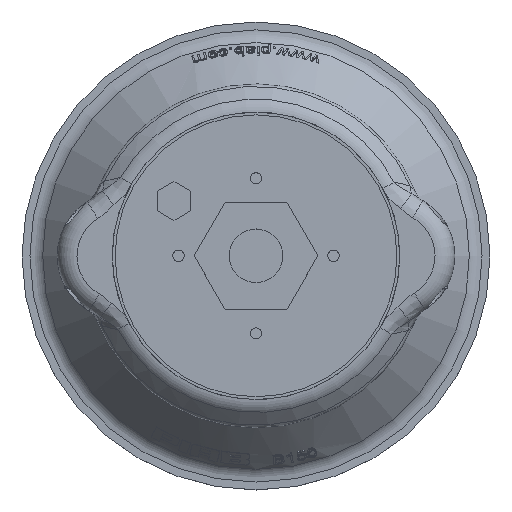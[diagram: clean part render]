
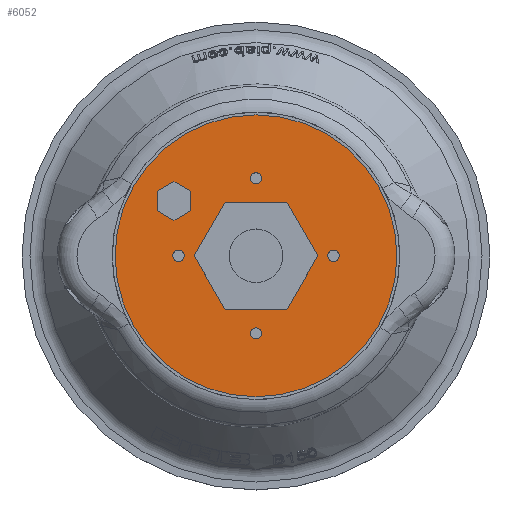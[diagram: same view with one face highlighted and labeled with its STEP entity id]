
A CAD part, top view. The second image highlights one B-rep face of the part: STEP entity #6052.
In plain terms, the highlighted planar face has unit normal (0, 0, 1).
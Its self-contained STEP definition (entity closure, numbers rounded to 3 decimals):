
#397=LINE('',#15761,#671);
#400=LINE('',#15767,#674);
#403=LINE('',#15773,#677);
#406=LINE('',#15779,#680);
#409=LINE('',#15785,#683);
#412=LINE('',#15791,#686);
#420=LINE('',#15835,#694);
#421=LINE('',#15838,#695);
#422=LINE('',#15840,#696);
#423=LINE('',#15842,#697);
#424=LINE('',#15844,#698);
#425=LINE('',#15846,#699);
#671=VECTOR('',#8689,1000.);
#674=VECTOR('',#8694,1000.);
#677=VECTOR('',#8699,1000.);
#680=VECTOR('',#8704,1000.);
#683=VECTOR('',#8709,1000.);
#686=VECTOR('',#8714,1000.);
#694=VECTOR('',#8758,1000.);
#695=VECTOR('',#8759,1000.);
#696=VECTOR('',#8760,1000.);
#697=VECTOR('',#8761,1000.);
#698=VECTOR('',#8762,1000.);
#699=VECTOR('',#8763,1000.);
#894=PLANE('',#7402);
#2699=ORIENTED_EDGE('',*,*,#3717,.F.);
#2700=ORIENTED_EDGE('',*,*,#3732,.F.);
#2701=ORIENTED_EDGE('',*,*,#3729,.F.);
#2702=ORIENTED_EDGE('',*,*,#3726,.F.);
#2703=ORIENTED_EDGE('',*,*,#3723,.F.);
#2704=ORIENTED_EDGE('',*,*,#3720,.F.);
#2705=ORIENTED_EDGE('',*,*,#3748,.T.);
#2706=ORIENTED_EDGE('',*,*,#3749,.T.);
#2707=ORIENTED_EDGE('',*,*,#3750,.T.);
#2708=ORIENTED_EDGE('',*,*,#3751,.T.);
#2709=ORIENTED_EDGE('',*,*,#3742,.F.);
#2710=ORIENTED_EDGE('',*,*,#3752,.F.);
#2711=ORIENTED_EDGE('',*,*,#3753,.F.);
#2712=ORIENTED_EDGE('',*,*,#3754,.F.);
#2713=ORIENTED_EDGE('',*,*,#3755,.F.);
#2714=ORIENTED_EDGE('',*,*,#3756,.F.);
#2715=ORIENTED_EDGE('',*,*,#3757,.F.);
#3717=EDGE_CURVE('',#4372,#4374,#397,.T.);
#3720=EDGE_CURVE('',#4374,#4376,#400,.T.);
#3723=EDGE_CURVE('',#4376,#4378,#403,.T.);
#3726=EDGE_CURVE('',#4378,#4380,#406,.T.);
#3729=EDGE_CURVE('',#4380,#4382,#409,.T.);
#3732=EDGE_CURVE('',#4382,#4372,#412,.T.);
#3742=EDGE_CURVE('',#4392,#4392,#4584,.T.);
#3748=EDGE_CURVE('',#4398,#4398,#4590,.T.);
#3749=EDGE_CURVE('',#4399,#4399,#4591,.T.);
#3750=EDGE_CURVE('',#4400,#4400,#4592,.T.);
#3751=EDGE_CURVE('',#4401,#4401,#4593,.T.);
#3752=EDGE_CURVE('',#4402,#4403,#420,.T.);
#3753=EDGE_CURVE('',#4404,#4402,#421,.T.);
#3754=EDGE_CURVE('',#4405,#4404,#422,.T.);
#3755=EDGE_CURVE('',#4406,#4405,#423,.T.);
#3756=EDGE_CURVE('',#4407,#4406,#424,.T.);
#3757=EDGE_CURVE('',#4403,#4407,#425,.T.);
#4372=VERTEX_POINT('',#15759);
#4374=VERTEX_POINT('',#15762);
#4376=VERTEX_POINT('',#15768);
#4378=VERTEX_POINT('',#15774);
#4380=VERTEX_POINT('',#15780);
#4382=VERTEX_POINT('',#15786);
#4392=VERTEX_POINT('',#15813);
#4398=VERTEX_POINT('',#15828);
#4399=VERTEX_POINT('',#15830);
#4400=VERTEX_POINT('',#15832);
#4401=VERTEX_POINT('',#15834);
#4402=VERTEX_POINT('',#15836);
#4403=VERTEX_POINT('',#15837);
#4404=VERTEX_POINT('',#15839);
#4405=VERTEX_POINT('',#15841);
#4406=VERTEX_POINT('',#15843);
#4407=VERTEX_POINT('',#15845);
#4584=CIRCLE('',#7394,50.);
#4590=CIRCLE('',#7403,2.);
#4591=CIRCLE('',#7404,2.);
#4592=CIRCLE('',#7405,2.);
#4593=CIRCLE('',#7406,2.);
#5059=EDGE_LOOP('',(#2699,#2700,#2701,#2702,#2703,#2704));
#5060=EDGE_LOOP('',(#2705));
#5061=EDGE_LOOP('',(#2706));
#5062=EDGE_LOOP('',(#2707));
#5063=EDGE_LOOP('',(#2708));
#5064=EDGE_LOOP('',(#2709));
#5065=EDGE_LOOP('',(#2710,#2711,#2712,#2713,#2714,#2715));
#5567=FACE_BOUND('',#5059,.T.);
#5568=FACE_BOUND('',#5060,.T.);
#5569=FACE_BOUND('',#5061,.T.);
#5570=FACE_BOUND('',#5062,.T.);
#5571=FACE_BOUND('',#5063,.T.);
#5572=FACE_BOUND('',#5064,.T.);
#5573=FACE_BOUND('',#5065,.T.);
#6052=ADVANCED_FACE('',(#5567,#5568,#5569,#5570,#5571,#5572,#5573),#894,
 .F.);
#7394=AXIS2_PLACEMENT_3D('',#15812,#8732,#8733);
#7402=AXIS2_PLACEMENT_3D('',#15826,#8748,#8749);
#7403=AXIS2_PLACEMENT_3D('',#15827,#8750,#8751);
#7404=AXIS2_PLACEMENT_3D('',#15829,#8752,#8753);
#7405=AXIS2_PLACEMENT_3D('',#15831,#8754,#8755);
#7406=AXIS2_PLACEMENT_3D('',#15833,#8756,#8757);
#8689=DIRECTION('',(0.866,0.5,0.));
#8694=DIRECTION('',(0.,1.,0.));
#8699=DIRECTION('',(-0.866,0.5,0.));
#8704=DIRECTION('',(-0.866,-0.5,0.));
#8709=DIRECTION('',(0.,-1.,0.));
#8714=DIRECTION('',(0.866,-0.5,0.));
#8732=DIRECTION('',(0.,0.,-1.));
#8733=DIRECTION('',(-1.,0.,0.));
#8748=DIRECTION('',(0.,0.,-1.));
#8749=DIRECTION('',(-1.,0.,0.));
#8750=DIRECTION('',(0.,0.,-1.));
#8751=DIRECTION('',(0.,-1.,0.));
#8752=DIRECTION('',(0.,0.,-1.));
#8753=DIRECTION('',(0.,-1.,0.));
#8754=DIRECTION('',(0.,0.,-1.));
#8755=DIRECTION('',(0.,-1.,0.));
#8756=DIRECTION('',(0.,0.,-1.));
#8757=DIRECTION('',(0.,-1.,0.));
#8758=DIRECTION('',(-1.,0.,0.));
#8759=DIRECTION('',(-0.5,0.866,0.));
#8760=DIRECTION('',(0.5,0.866,0.));
#8761=DIRECTION('',(1.,0.,0.));
#8762=DIRECTION('',(0.5,-0.866,0.));
#8763=DIRECTION('',(-0.5,-0.866,0.));
#15759=CARTESIAN_POINT('',(-29.101,12.517,14.));
#15761=CARTESIAN_POINT('',(-29.101,12.517,14.));
#15762=CARTESIAN_POINT('',(-23.101,15.981,14.));
#15767=CARTESIAN_POINT('',(-23.101,15.981,14.));
#15768=CARTESIAN_POINT('',(-23.101,22.909,14.));
#15773=CARTESIAN_POINT('',(-23.101,22.909,14.));
#15774=CARTESIAN_POINT('',(-29.101,26.373,14.));
#15779=CARTESIAN_POINT('',(-29.101,26.373,14.));
#15780=CARTESIAN_POINT('',(-35.101,22.909,14.));
#15785=CARTESIAN_POINT('',(-35.101,22.909,14.));
#15786=CARTESIAN_POINT('',(-35.101,15.981,14.));
#15791=CARTESIAN_POINT('',(-35.101,15.981,14.));
#15812=CARTESIAN_POINT('',(0.,0.,14.));
#15813=CARTESIAN_POINT('',(-50.,0.,14.));
#15826=CARTESIAN_POINT('',(0.,-22.5,14.));
#15827=CARTESIAN_POINT('',(0.,27.5,14.));
#15828=CARTESIAN_POINT('',(0.,25.5,14.));
#15829=CARTESIAN_POINT('',(0.,-27.5,14.));
#15830=CARTESIAN_POINT('',(0.,-29.5,14.));
#15831=CARTESIAN_POINT('',(-27.5,0.,14.));
#15832=CARTESIAN_POINT('',(-27.5,-2.,14.));
#15833=CARTESIAN_POINT('',(27.5,0.,14.));
#15834=CARTESIAN_POINT('',(27.5,-2.,14.));
#15835=CARTESIAN_POINT('',(10.97,19.,14.));
#15836=CARTESIAN_POINT('',(10.97,19.,14.));
#15837=CARTESIAN_POINT('',(-10.97,19.,14.));
#15838=CARTESIAN_POINT('',(21.939,0.,14.));
#15839=CARTESIAN_POINT('',(21.939,0.,14.));
#15840=CARTESIAN_POINT('',(10.97,-19.,14.));
#15841=CARTESIAN_POINT('',(10.97,-19.,14.));
#15842=CARTESIAN_POINT('',(-10.97,-19.,14.));
#15843=CARTESIAN_POINT('',(-10.97,-19.,14.));
#15844=CARTESIAN_POINT('',(-21.939,0.,14.));
#15845=CARTESIAN_POINT('',(-21.939,0.,14.));
#15846=CARTESIAN_POINT('',(-10.97,19.,14.));
